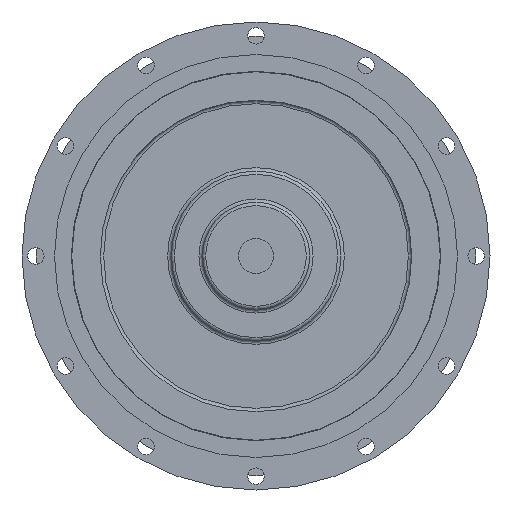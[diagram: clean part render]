
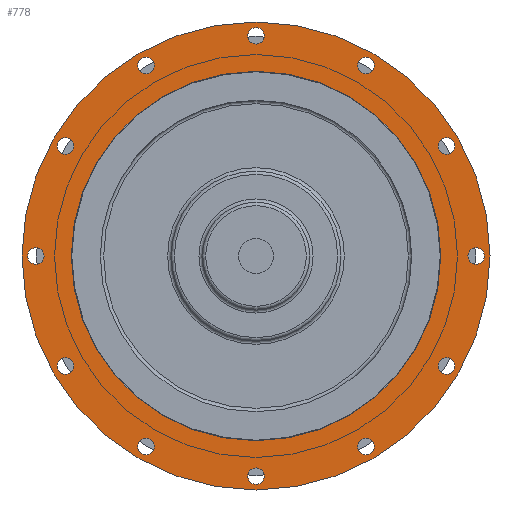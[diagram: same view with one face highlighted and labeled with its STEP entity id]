
A CAD part, left-side view. The second image highlights one B-rep face of the part: STEP entity #778.
In plain terms, the highlighted face is planar.
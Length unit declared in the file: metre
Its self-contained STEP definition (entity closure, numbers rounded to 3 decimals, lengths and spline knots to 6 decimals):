
#53=PLANE('',#924);
#107=ORIENTED_EDGE('',*,*,#238,.F.);
#108=ORIENTED_EDGE('',*,*,#239,.F.);
#109=ORIENTED_EDGE('',*,*,#240,.F.);
#110=ORIENTED_EDGE('',*,*,#241,.F.);
#111=ORIENTED_EDGE('',*,*,#242,.F.);
#112=ORIENTED_EDGE('',*,*,#243,.F.);
#113=ORIENTED_EDGE('',*,*,#244,.F.);
#114=ORIENTED_EDGE('',*,*,#245,.F.);
#115=ORIENTED_EDGE('',*,*,#246,.F.);
#116=ORIENTED_EDGE('',*,*,#247,.F.);
#117=ORIENTED_EDGE('',*,*,#248,.F.);
#118=ORIENTED_EDGE('',*,*,#249,.F.);
#119=ORIENTED_EDGE('',*,*,#234,.F.);
#120=ORIENTED_EDGE('',*,*,#236,.T.);
#234=EDGE_CURVE('',#307,#307,#380,.T.);
#236=EDGE_CURVE('',#309,#309,#382,.T.);
#238=EDGE_CURVE('',#311,#311,#384,.T.);
#239=EDGE_CURVE('',#312,#312,#385,.T.);
#240=EDGE_CURVE('',#313,#313,#386,.T.);
#241=EDGE_CURVE('',#314,#314,#387,.T.);
#242=EDGE_CURVE('',#315,#315,#388,.T.);
#243=EDGE_CURVE('',#316,#316,#389,.T.);
#244=EDGE_CURVE('',#317,#317,#390,.T.);
#245=EDGE_CURVE('',#318,#318,#391,.T.);
#246=EDGE_CURVE('',#319,#319,#392,.T.);
#247=EDGE_CURVE('',#320,#320,#393,.T.);
#248=EDGE_CURVE('',#321,#321,#394,.T.);
#249=EDGE_CURVE('',#322,#322,#395,.T.);
#307=VERTEX_POINT('',#1360);
#309=VERTEX_POINT('',#1365);
#311=VERTEX_POINT('',#1370);
#312=VERTEX_POINT('',#1372);
#313=VERTEX_POINT('',#1374);
#314=VERTEX_POINT('',#1376);
#315=VERTEX_POINT('',#1378);
#316=VERTEX_POINT('',#1380);
#317=VERTEX_POINT('',#1382);
#318=VERTEX_POINT('',#1384);
#319=VERTEX_POINT('',#1386);
#320=VERTEX_POINT('',#1388);
#321=VERTEX_POINT('',#1390);
#322=VERTEX_POINT('',#1392);
#380=CIRCLE('',#919,0.06255);
#382=CIRCLE('',#922,0.04935);
#384=CIRCLE('',#925,0.0022);
#385=CIRCLE('',#926,0.0022);
#386=CIRCLE('',#927,0.0022);
#387=CIRCLE('',#928,0.0022);
#388=CIRCLE('',#929,0.0022);
#389=CIRCLE('',#930,0.0022);
#390=CIRCLE('',#931,0.0022);
#391=CIRCLE('',#932,0.0022);
#392=CIRCLE('',#933,0.0022);
#393=CIRCLE('',#934,0.0022);
#394=CIRCLE('',#935,0.0022);
#395=CIRCLE('',#936,0.0022);
#472=EDGE_LOOP('',(#107));
#473=EDGE_LOOP('',(#108));
#474=EDGE_LOOP('',(#109));
#475=EDGE_LOOP('',(#110));
#476=EDGE_LOOP('',(#111));
#477=EDGE_LOOP('',(#112));
#478=EDGE_LOOP('',(#113));
#479=EDGE_LOOP('',(#114));
#480=EDGE_LOOP('',(#115));
#481=EDGE_LOOP('',(#116));
#482=EDGE_LOOP('',(#117));
#483=EDGE_LOOP('',(#118));
#484=EDGE_LOOP('',(#119));
#485=EDGE_LOOP('',(#120));
#618=FACE_BOUND('',#472,.T.);
#619=FACE_BOUND('',#473,.T.);
#620=FACE_BOUND('',#474,.T.);
#621=FACE_BOUND('',#475,.T.);
#622=FACE_BOUND('',#476,.T.);
#623=FACE_BOUND('',#477,.T.);
#624=FACE_BOUND('',#478,.T.);
#625=FACE_BOUND('',#479,.T.);
#626=FACE_BOUND('',#480,.T.);
#627=FACE_BOUND('',#481,.T.);
#628=FACE_BOUND('',#482,.T.);
#629=FACE_BOUND('',#483,.T.);
#630=FACE_BOUND('',#484,.T.);
#631=FACE_BOUND('',#485,.T.);
#778=ADVANCED_FACE('',(#618,#619,#620,#621,#622,#623,#624,#625,#626,#627,
#628,#629,#630,#631),#53,.F.);
#919=AXIS2_PLACEMENT_3D('',#1359,#1097,#1098);
#922=AXIS2_PLACEMENT_3D('',#1364,#1103,#1104);
#924=AXIS2_PLACEMENT_3D('',#1368,#1107,#1108);
#925=AXIS2_PLACEMENT_3D('',#1369,#1109,#1110);
#926=AXIS2_PLACEMENT_3D('',#1371,#1111,#1112);
#927=AXIS2_PLACEMENT_3D('',#1373,#1113,#1114);
#928=AXIS2_PLACEMENT_3D('',#1375,#1115,#1116);
#929=AXIS2_PLACEMENT_3D('',#1377,#1117,#1118);
#930=AXIS2_PLACEMENT_3D('',#1379,#1119,#1120);
#931=AXIS2_PLACEMENT_3D('',#1381,#1121,#1122);
#932=AXIS2_PLACEMENT_3D('',#1383,#1123,#1124);
#933=AXIS2_PLACEMENT_3D('',#1385,#1125,#1126);
#934=AXIS2_PLACEMENT_3D('',#1387,#1127,#1128);
#935=AXIS2_PLACEMENT_3D('',#1389,#1129,#1130);
#936=AXIS2_PLACEMENT_3D('',#1391,#1131,#1132);
#1097=DIRECTION('',(0.,0.,1.));
#1098=DIRECTION('',(1.,0.,0.));
#1103=DIRECTION('',(0.,0.,1.));
#1104=DIRECTION('',(1.,0.,0.));
#1107=DIRECTION('',(0.,0.,1.));
#1108=DIRECTION('',(1.,0.,0.));
#1109=DIRECTION('',(0.,0.,-1.));
#1110=DIRECTION('',(-1.,0.,0.));
#1111=DIRECTION('',(0.,0.,-1.));
#1112=DIRECTION('',(-1.,0.,0.));
#1113=DIRECTION('',(0.,0.,-1.));
#1114=DIRECTION('',(-1.,0.,0.));
#1115=DIRECTION('',(0.,0.,-1.));
#1116=DIRECTION('',(-1.,0.,0.));
#1117=DIRECTION('',(0.,0.,-1.));
#1118=DIRECTION('',(-1.,0.,0.));
#1119=DIRECTION('',(0.,0.,-1.));
#1120=DIRECTION('',(-1.,0.,0.));
#1121=DIRECTION('',(0.,0.,-1.));
#1122=DIRECTION('',(-1.,0.,0.));
#1123=DIRECTION('',(0.,0.,-1.));
#1124=DIRECTION('',(-1.,0.,0.));
#1125=DIRECTION('',(0.,0.,-1.));
#1126=DIRECTION('',(-1.,0.,0.));
#1127=DIRECTION('',(0.,0.,-1.));
#1128=DIRECTION('',(-1.,0.,0.));
#1129=DIRECTION('',(0.,0.,-1.));
#1130=DIRECTION('',(-1.,0.,0.));
#1131=DIRECTION('',(0.,0.,-1.));
#1132=DIRECTION('',(-1.,0.,0.));
#1359=CARTESIAN_POINT('',(0.,0.,-0.0022));
#1360=CARTESIAN_POINT('',(0.06255,0.,-0.0022));
#1364=CARTESIAN_POINT('',(0.,0.,-0.0022));
#1365=CARTESIAN_POINT('',(0.04935,0.,-0.0022));
#1368=CARTESIAN_POINT('',(0.,0.,-0.0022));
#1369=CARTESIAN_POINT('',(0.029425,0.050966,-0.0022));
#1370=CARTESIAN_POINT('',(0.027225,0.050966,-0.0022));
#1371=CARTESIAN_POINT('',(0.,0.05885,-0.0022));
#1372=CARTESIAN_POINT('',(-0.0022,0.05885,-0.0022));
#1373=CARTESIAN_POINT('',(-0.029425,0.050966,-0.0022));
#1374=CARTESIAN_POINT('',(-0.031625,0.050966,-0.0022));
#1375=CARTESIAN_POINT('',(-0.050966,0.029425,-0.0022));
#1376=CARTESIAN_POINT('',(-0.053166,0.029425,-0.0022));
#1377=CARTESIAN_POINT('',(-0.05885,0.,-0.0022));
#1378=CARTESIAN_POINT('',(-0.06105,0.,-0.0022));
#1379=CARTESIAN_POINT('',(-0.050966,-0.029425,-0.0022));
#1380=CARTESIAN_POINT('',(-0.053166,-0.029425,-0.0022));
#1381=CARTESIAN_POINT('',(-0.029425,-0.050966,-0.0022));
#1382=CARTESIAN_POINT('',(-0.031625,-0.050966,-0.0022));
#1383=CARTESIAN_POINT('',(0.,-0.05885,-0.0022));
#1384=CARTESIAN_POINT('',(-0.0022,-0.05885,-0.0022));
#1385=CARTESIAN_POINT('',(0.029425,-0.050966,-0.0022));
#1386=CARTESIAN_POINT('',(0.027225,-0.050966,-0.0022));
#1387=CARTESIAN_POINT('',(0.050966,-0.029425,-0.0022));
#1388=CARTESIAN_POINT('',(0.048766,-0.029425,-0.0022));
#1389=CARTESIAN_POINT('',(0.05885,0.,-0.0022));
#1390=CARTESIAN_POINT('',(0.05665,0.,-0.0022));
#1391=CARTESIAN_POINT('',(0.050966,0.029425,-0.0022));
#1392=CARTESIAN_POINT('',(0.048766,0.029425,-0.0022));
